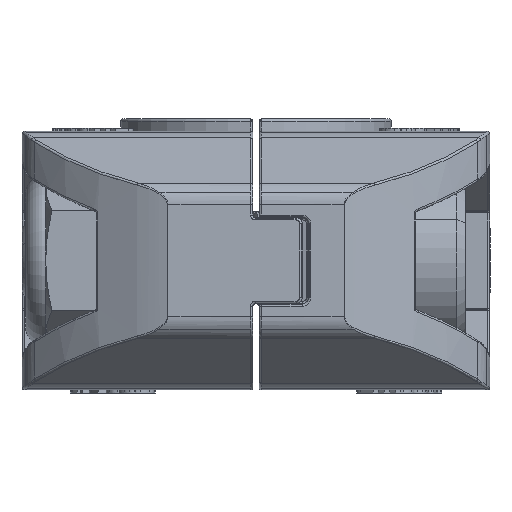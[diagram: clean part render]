
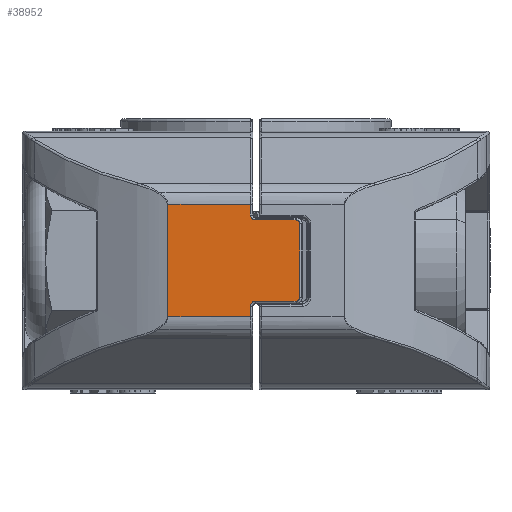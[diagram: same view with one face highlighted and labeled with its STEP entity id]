
A CAD part, left-side view. The second image highlights one B-rep face of the part: STEP entity #38952.
In plain terms, the highlighted face is planar.
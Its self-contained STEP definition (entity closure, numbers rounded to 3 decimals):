
#206 = CARTESIAN_POINT ( 'NONE',  ( 11.45, -0.225, -1.85 ) ) ;
#296 = VERTEX_POINT ( 'NONE', #39849 ) ;
#432 = EDGE_CURVE ( 'NONE', #19244, #18236, #25976, .T. ) ;
#891 = EDGE_CURVE ( 'NONE', #3676, #296, #23062, .T. ) ;
#995 = DIRECTION ( 'NONE',  ( 0., -0.707, 0.707 ) ) ;
#1066 = CARTESIAN_POINT ( 'NONE',  ( 11.45, 1.625, 1.65 ) ) ;
#1312 = CARTESIAN_POINT ( 'NONE',  ( 11.45, 1.775, 1.429 ) ) ;
#1426 = VECTOR ( 'NONE', #13601, 1000. ) ;
#1676 = CARTESIAN_POINT ( 'NONE',  ( 11.45, -0.025, 1.65 ) ) ;
#2393 = LINE ( 'NONE', #22520, #1426 ) ;
#3092 = EDGE_CURVE ( 'NONE', #36092, #9910, #30231, .T. ) ;
#3676 = VERTEX_POINT ( 'NONE', #38666 ) ;
#3925 = VECTOR ( 'NONE', #28354, 1000. ) ;
#5423 = ORIENTED_EDGE ( 'NONE', *, *, #11753, .F. ) ;
#5531 = CARTESIAN_POINT ( 'NONE',  ( 11.45, 0.313, 1.65 ) ) ;
#5872 = ORIENTED_EDGE ( 'NONE', *, *, #27458, .F. ) ;
#6995 = CARTESIAN_POINT ( 'NONE',  ( 11.45, 0., -2.281 ) ) ;
#6997 = CARTESIAN_POINT ( 'NONE',  ( 11.45, -0.225, 1.429 ) ) ;
#7567 = CARTESIAN_POINT ( 'NONE',  ( 11.45, 0., 2.858 ) ) ;
#8501 = LINE ( 'NONE', #19912, #22538 ) ;
#8709 = LINE ( 'NONE', #6997, #9697 ) ;
#8949 = CARTESIAN_POINT ( 'NONE',  ( 11.45, 1.625, 1.5 ) ) ;
#9071 = DIRECTION ( 'NONE',  ( 0., 1., 0. ) ) ;
#9239 = EDGE_CURVE ( 'NONE', #10225, #24110, #11287, .T. ) ;
#9544 = ORIENTED_EDGE ( 'NONE', *, *, #22998, .F. ) ;
#9697 = VECTOR ( 'NONE', #31973, 1000. ) ;
#9910 = VERTEX_POINT ( 'NONE', #18926 ) ;
#9961 = CARTESIAN_POINT ( 'NONE',  ( 11.45, -0.025, -1.85 ) ) ;
#10225 = VERTEX_POINT ( 'NONE', #1066 ) ;
#10557 = DIRECTION ( 'NONE',  ( -1., 0., 0. ) ) ;
#10662 = DIRECTION ( 'NONE',  ( 0., 0., -1. ) ) ;
#11062 = FACE_OUTER_BOUND ( 'NONE', #19299, .T. ) ;
#11135 = LINE ( 'NONE', #1312, #39629 ) ;
#11168 = DIRECTION ( 'NONE',  ( 0., -1., 0. ) ) ;
#11287 = CIRCLE ( 'NONE', #26862, 0.15 ) ;
#11753 = EDGE_CURVE ( 'NONE', #24110, #3676, #11135, .T. ) ;
#12463 = CARTESIAN_POINT ( 'NONE',  ( 11.45, -0.025, 1.85 ) ) ;
#13299 = DIRECTION ( 'NONE',  ( 0., -1., 0. ) ) ;
#13601 = DIRECTION ( 'NONE',  ( 0., 0., 1. ) ) ;
#13652 = DIRECTION ( 'NONE',  ( 0., 0., -1. ) ) ;
#13974 = VERTEX_POINT ( 'NONE', #39421 ) ;
#14593 = VECTOR ( 'NONE', #9071, 1000. ) ;
#15254 = CARTESIAN_POINT ( 'NONE',  ( 11.45, -0.225, 2.281 ) ) ;
#16480 = CARTESIAN_POINT ( 'NONE',  ( 11.45, -0.225, 1.85 ) ) ;
#17823 = VERTEX_POINT ( 'NONE', #23891 ) ;
#18236 = VERTEX_POINT ( 'NONE', #1676 ) ;
#18653 = EDGE_CURVE ( 'NONE', #296, #17823, #8501, .T. ) ;
#18676 = DIRECTION ( 'NONE',  ( -1., 0., 0. ) ) ;
#18926 = CARTESIAN_POINT ( 'NONE',  ( 11.45, -3.576, 2.281 ) ) ;
#18944 = ORIENTED_EDGE ( 'NONE', *, *, #18653, .F. ) ;
#18971 = LINE ( 'NONE', #5531, #14593 ) ;
#19244 = VERTEX_POINT ( 'NONE', #16480 ) ;
#19299 = EDGE_LOOP ( 'NONE', ( #38045, #24640, #21806, #9544, #28574, #5872, #18944, #37254, #5423, #33032, #24464, #28491 ) ) ;
#19912 = CARTESIAN_POINT ( 'NONE',  ( 11.45, 0.313, -1.65 ) ) ;
#20060 = AXIS2_PLACEMENT_3D ( 'NONE', #7567, #10557, #13652 ) ;
#21143 = VERTEX_POINT ( 'NONE', #206 ) ;
#21806 = ORIENTED_EDGE ( 'NONE', *, *, #38088, .F. ) ;
#22520 = CARTESIAN_POINT ( 'NONE',  ( 11.45, -3.576, 0. ) ) ;
#22538 = VECTOR ( 'NONE', #13299, 1000. ) ;
#22931 = CARTESIAN_POINT ( 'NONE',  ( 11.45, 0., 2.281 ) ) ;
#22998 = EDGE_CURVE ( 'NONE', #13974, #36087, #39155, .T. ) ;
#23062 = CIRCLE ( 'NONE', #23527, 0.15 ) ;
#23239 = VECTOR ( 'NONE', #38616, 1000. ) ;
#23397 = EDGE_CURVE ( 'NONE', #18236, #10225, #18971, .T. ) ;
#23527 = AXIS2_PLACEMENT_3D ( 'NONE', #39671, #33898, #25145 ) ;
#23891 = CARTESIAN_POINT ( 'NONE',  ( 11.45, -0.025, -1.65 ) ) ;
#24110 = VERTEX_POINT ( 'NONE', #39886 ) ;
#24464 = ORIENTED_EDGE ( 'NONE', *, *, #23397, .F. ) ;
#24640 = ORIENTED_EDGE ( 'NONE', *, *, #3092, .T. ) ;
#24785 = DIRECTION ( 'NONE',  ( 1., 0., 0. ) ) ;
#25145 = DIRECTION ( 'NONE',  ( 0., 0.707, -0.707 ) ) ;
#25976 = CIRCLE ( 'NONE', #40080, 0.2 ) ;
#26091 = PLANE ( 'NONE',  #20060 ) ;
#26378 = CARTESIAN_POINT ( 'NONE',  ( 11.45, -0.225, 1.429 ) ) ;
#26630 = EDGE_CURVE ( 'NONE', #36092, #19244, #38202, .T. ) ;
#26862 = AXIS2_PLACEMENT_3D ( 'NONE', #8949, #18676, #36715 ) ;
#27458 = EDGE_CURVE ( 'NONE', #17823, #21143, #35619, .T. ) ;
#28008 = DIRECTION ( 'NONE',  ( 0., -0.707, -0.707 ) ) ;
#28354 = DIRECTION ( 'NONE',  ( 0., -1., 0. ) ) ;
#28491 = ORIENTED_EDGE ( 'NONE', *, *, #432, .F. ) ;
#28574 = ORIENTED_EDGE ( 'NONE', *, *, #38058, .F. ) ;
#28596 = DIRECTION ( 'NONE',  ( 1., 0., 0. ) ) ;
#30231 = LINE ( 'NONE', #22931, #36012 ) ;
#31973 = DIRECTION ( 'NONE',  ( 0., 0., -1. ) ) ;
#33032 = ORIENTED_EDGE ( 'NONE', *, *, #9239, .F. ) ;
#33407 = AXIS2_PLACEMENT_3D ( 'NONE', #9961, #28596, #995 ) ;
#33898 = DIRECTION ( 'NONE',  ( -1., 0., 0. ) ) ;
#35619 = CIRCLE ( 'NONE', #33407, 0.2 ) ;
#36012 = VECTOR ( 'NONE', #11168, 1000. ) ;
#36087 = VERTEX_POINT ( 'NONE', #39669 ) ;
#36092 = VERTEX_POINT ( 'NONE', #15254 ) ;
#36715 = DIRECTION ( 'NONE',  ( 0., 0.707, 0.707 ) ) ;
#37254 = ORIENTED_EDGE ( 'NONE', *, *, #891, .F. ) ;
#38045 = ORIENTED_EDGE ( 'NONE', *, *, #26630, .F. ) ;
#38058 = EDGE_CURVE ( 'NONE', #21143, #13974, #8709, .T. ) ;
#38088 = EDGE_CURVE ( 'NONE', #36087, #9910, #2393, .T. ) ;
#38202 = LINE ( 'NONE', #26378, #23239 ) ;
#38616 = DIRECTION ( 'NONE',  ( 0., 0., -1. ) ) ;
#38666 = CARTESIAN_POINT ( 'NONE',  ( 11.45, 1.775, -1.5 ) ) ;
#38952 = ADVANCED_FACE ( 'NONE', ( #11062 ), #26091, .F. ) ;
#39155 = LINE ( 'NONE', #6995, #3925 ) ;
#39421 = CARTESIAN_POINT ( 'NONE',  ( 11.45, -0.225, -2.281 ) ) ;
#39629 = VECTOR ( 'NONE', #10662, 1000. ) ;
#39669 = CARTESIAN_POINT ( 'NONE',  ( 11.45, -3.576, -2.281 ) ) ;
#39671 = CARTESIAN_POINT ( 'NONE',  ( 11.45, 1.625, -1.5 ) ) ;
#39849 = CARTESIAN_POINT ( 'NONE',  ( 11.45, 1.625, -1.65 ) ) ;
#39886 = CARTESIAN_POINT ( 'NONE',  ( 11.45, 1.775, 1.5 ) ) ;
#40080 = AXIS2_PLACEMENT_3D ( 'NONE', #12463, #24785, #28008 ) ;
